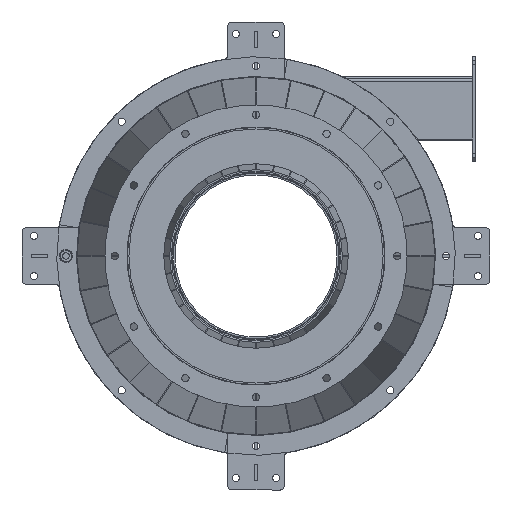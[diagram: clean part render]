
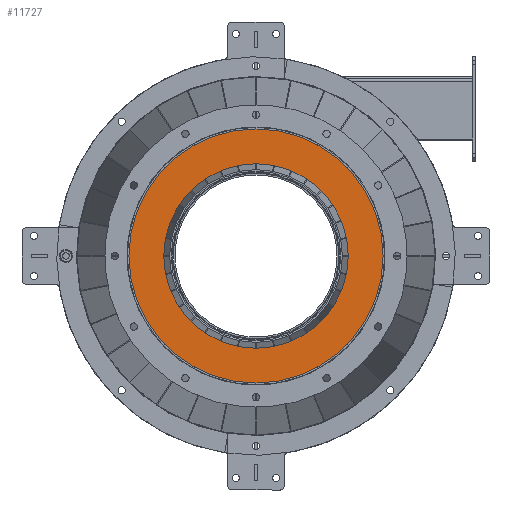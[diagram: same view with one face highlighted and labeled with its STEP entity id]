
A CAD part, front view. The second image highlights one B-rep face of the part: STEP entity #11727.
In plain terms, the highlighted planar face has unit normal (0, -1, 0).
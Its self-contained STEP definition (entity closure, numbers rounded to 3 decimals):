
#293 = PLANE ( 'NONE',  #5095 ) ;
#922 = ORIENTED_EDGE ( 'NONE', *, *, #8291, .F. ) ;
#985 = ORIENTED_EDGE ( 'NONE', *, *, #3695, .T. ) ;
#1483 = DIRECTION ( 'NONE',  ( 0., 1., 0. ) ) ;
#1637 = VERTEX_POINT ( 'NONE', #10419 ) ;
#1843 = DIRECTION ( 'NONE',  ( 0., 1., 0. ) ) ;
#1935 = CARTESIAN_POINT ( 'NONE',  ( 0., 0., -114.25 ) ) ;
#2073 = AXIS2_PLACEMENT_3D ( 'NONE', #10362, #11299, #4606 ) ;
#2232 = FACE_OUTER_BOUND ( 'NONE', #4348, .T. ) ;
#2353 = CARTESIAN_POINT ( 'NONE',  ( 0., 0., 0. ) ) ;
#2400 = CARTESIAN_POINT ( 'NONE',  ( 0., 0., 0. ) ) ;
#3261 = ORIENTED_EDGE ( 'NONE', *, *, #10715, .F. ) ;
#3294 = AXIS2_PLACEMENT_3D ( 'NONE', #11580, #1843, #8574 ) ;
#3602 = AXIS2_PLACEMENT_3D ( 'NONE', #8026, #10955, #4375 ) ;
#3695 = EDGE_CURVE ( 'NONE', #1637, #9110, #10848, .T. ) ;
#4207 = FACE_BOUND ( 'NONE', #10179, .T. ) ;
#4348 = EDGE_LOOP ( 'NONE', ( #922, #3261 ) ) ;
#4375 = DIRECTION ( 'NONE',  ( 0., 0., 1. ) ) ;
#4606 = DIRECTION ( 'NONE',  ( 0., 0., 1. ) ) ;
#4876 = VERTEX_POINT ( 'NONE', #4935 ) ;
#4935 = CARTESIAN_POINT ( 'NONE',  ( 0., 0., 157.5 ) ) ;
#5095 = AXIS2_PLACEMENT_3D ( 'NONE', #2353, #1483, #9971 ) ;
#5261 = DIRECTION ( 'NONE',  ( 0., 1., 0. ) ) ;
#6484 = CIRCLE ( 'NONE', #3294, 157.5 ) ;
#7461 = CARTESIAN_POINT ( 'NONE',  ( 0., 0., -157.5 ) ) ;
#7854 = CIRCLE ( 'NONE', #2073, 114.25 ) ;
#8026 = CARTESIAN_POINT ( 'NONE',  ( 0., 0., 0. ) ) ;
#8291 = EDGE_CURVE ( 'NONE', #10921, #4876, #8995, .T. ) ;
#8574 = DIRECTION ( 'NONE',  ( 0., 0., 1. ) ) ;
#8995 = CIRCLE ( 'NONE', #3602, 157.5 ) ;
#9088 = DIRECTION ( 'NONE',  ( 0., 0., 1. ) ) ;
#9110 = VERTEX_POINT ( 'NONE', #1935 ) ;
#9424 = EDGE_CURVE ( 'NONE', #9110, #1637, #7854, .T. ) ;
#9971 = DIRECTION ( 'NONE',  ( 0., 0., 1. ) ) ;
#10042 = AXIS2_PLACEMENT_3D ( 'NONE', #2400, #5261, #9088 ) ;
#10179 = EDGE_LOOP ( 'NONE', ( #12065, #985 ) ) ;
#10362 = CARTESIAN_POINT ( 'NONE',  ( 0., 0., 0. ) ) ;
#10419 = CARTESIAN_POINT ( 'NONE',  ( 0., 0., 114.25 ) ) ;
#10715 = EDGE_CURVE ( 'NONE', #4876, #10921, #6484, .T. ) ;
#10848 = CIRCLE ( 'NONE', #10042, 114.25 ) ;
#10921 = VERTEX_POINT ( 'NONE', #7461 ) ;
#10955 = DIRECTION ( 'NONE',  ( 0., 1., 0. ) ) ;
#11299 = DIRECTION ( 'NONE',  ( 0., 1., 0. ) ) ;
#11580 = CARTESIAN_POINT ( 'NONE',  ( 0., 0., 0. ) ) ;
#11727 = ADVANCED_FACE ( 'NONE', ( #2232, #4207 ), #293, .F. ) ;
#12065 = ORIENTED_EDGE ( 'NONE', *, *, #9424, .T. ) ;
